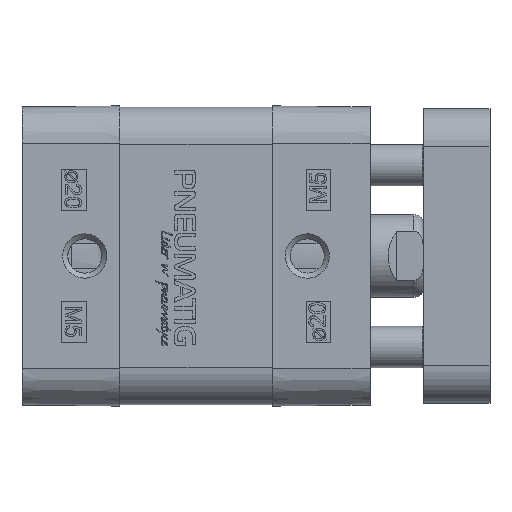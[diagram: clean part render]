
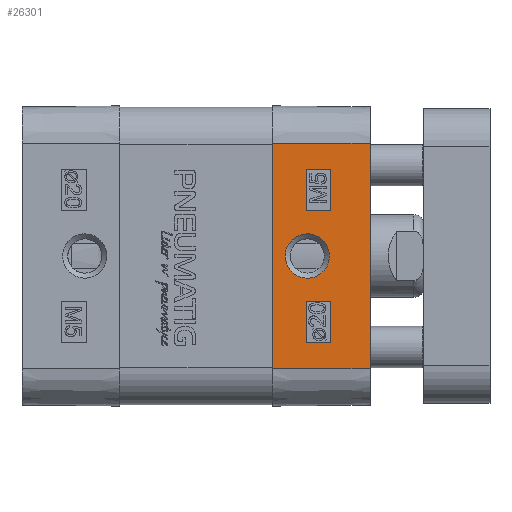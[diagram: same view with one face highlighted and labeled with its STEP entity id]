
A CAD part, left-side view. The second image highlights one B-rep face of the part: STEP entity #26301.
In plain terms, the highlighted planar face has unit normal (-1, -0.009, 0).
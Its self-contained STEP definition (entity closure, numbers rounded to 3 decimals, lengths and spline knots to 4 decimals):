
#1186=LINE($,#35582,#3186);
#1287=LINE($,#35970,#3287);
#1288=LINE($,#35973,#3288);
#1359=LINE($,#36168,#3359);
#1360=LINE($,#36171,#3360);
#1361=LINE($,#36173,#3361);
#1362=LINE($,#36175,#3362);
#1363=LINE($,#36176,#3363);
#1364=LINE($,#36179,#3364);
#1365=LINE($,#36181,#3365);
#1366=LINE($,#36183,#3366);
#1367=LINE($,#36184,#3367);
#3186=VECTOR($,#29948,2.73);
#3287=VECTOR($,#30325,1.18);
#3288=VECTOR($,#30328,1.18);
#3359=VECTOR($,#30553,2.73);
#3360=VECTOR($,#30554,0.3);
#3361=VECTOR($,#30555,0.5);
#3362=VECTOR($,#30556,0.3);
#3363=VECTOR($,#30557,0.5);
#3364=VECTOR($,#30558,0.3);
#3365=VECTOR($,#30559,0.5);
#3366=VECTOR($,#30560,0.3);
#3367=VECTOR($,#30561,0.5);
#4978=PLANE($,#28079);
#5421=FACE_BOUND($,#7673,.T.);
#5422=FACE_BOUND($,#7674,.T.);
#5423=FACE_BOUND($,#7675,.T.);
#6039=FACE_OUTER_BOUND($,#7672,.T.);
#7672=EDGE_LOOP($,(#19496,#19497,#19498,#19499));
#7673=EDGE_LOOP($,(#19500,#19501,#19502,#19503));
#7674=EDGE_LOOP($,(#19504,#19505,#19506,#19507));
#7675=EDGE_LOOP($,(#19508));
#9580=B_SPLINE_CURVE_WITH_KNOTS($,3,(#36186,#36187,#36188,#36189,#36190,
#36191,#36192,#36193,#36194,#36195,#36196,#36197,#36198,#36199,#36200,#36201,
#36202,#36203,#36204,#36205,#36206,#36207,#36208,#36209,#36210,#36211,#36212,
#36213,#36214,#36215,#36216,#36217,#36218,#36219,#36220,#36221,#36222,#36223,
#36224,#36225,#36226,#36227,#36228),.UNSPECIFIED.,.T.,.F.,(4,3,3,3,3,3,
3,3,3,3,3,3,3,3,4),(0.,0.1199,0.2753,0.427,
0.6322,0.7375,0.9143,0.9847,
1.1241,1.3055,1.51,1.6036,1.7687,
1.8423,1.9622),.UNSPECIFIED.);
#11456=VERTEX_POINT($,#35579);
#11457=VERTEX_POINT($,#35581);
#11594=VERTEX_POINT($,#35968);
#11595=VERTEX_POINT($,#35972);
#11643=VERTEX_POINT($,#36169);
#11644=VERTEX_POINT($,#36170);
#11645=VERTEX_POINT($,#36172);
#11646=VERTEX_POINT($,#36174);
#11647=VERTEX_POINT($,#36177);
#11648=VERTEX_POINT($,#36178);
#11649=VERTEX_POINT($,#36180);
#11650=VERTEX_POINT($,#36182);
#11651=VERTEX_POINT($,#36185);
#14356=EDGE_CURVE($,#11457,#11456,#1186,.T.);
#14534=EDGE_CURVE($,#11594,#11456,#1287,.T.);
#14535=EDGE_CURVE($,#11595,#11457,#1288,.T.);
#14631=EDGE_CURVE($,#11594,#11595,#1359,.T.);
#14632=EDGE_CURVE($,#11643,#11644,#1360,.T.);
#14633=EDGE_CURVE($,#11644,#11645,#1361,.T.);
#14634=EDGE_CURVE($,#11645,#11646,#1362,.T.);
#14635=EDGE_CURVE($,#11646,#11643,#1363,.T.);
#14636=EDGE_CURVE($,#11647,#11648,#1364,.T.);
#14637=EDGE_CURVE($,#11648,#11649,#1365,.T.);
#14638=EDGE_CURVE($,#11649,#11650,#1366,.T.);
#14639=EDGE_CURVE($,#11650,#11647,#1367,.T.);
#14640=EDGE_CURVE($,#11651,#11651,#9580,.T.);
#19496=ORIENTED_EDGE($,*,*,#14356,.T.);
#19497=ORIENTED_EDGE($,*,*,#14534,.F.);
#19498=ORIENTED_EDGE($,*,*,#14631,.T.);
#19499=ORIENTED_EDGE($,*,*,#14535,.T.);
#19500=ORIENTED_EDGE($,*,*,#14632,.T.);
#19501=ORIENTED_EDGE($,*,*,#14633,.T.);
#19502=ORIENTED_EDGE($,*,*,#14634,.T.);
#19503=ORIENTED_EDGE($,*,*,#14635,.T.);
#19504=ORIENTED_EDGE($,*,*,#14636,.T.);
#19505=ORIENTED_EDGE($,*,*,#14637,.T.);
#19506=ORIENTED_EDGE($,*,*,#14638,.T.);
#19507=ORIENTED_EDGE($,*,*,#14639,.T.);
#19508=ORIENTED_EDGE($,*,*,#14640,.F.);
#26301=ADVANCED_FACE($,(#6039,#5421,#5422,#5423),#4978,.T.);
#28079=AXIS2_PLACEMENT_3D($,#36167,#30551,#30552);
#29948=DIRECTION($,(0.,0.,1.));
#30325=DIRECTION($,(0.009,-1.,0.));
#30328=DIRECTION($,(0.009,-1.,0.));
#30551=DIRECTION('center_axis',(-1.,-0.009,
0.));
#30552=DIRECTION('ref_axis',(0.,0.,1.));
#30553=DIRECTION($,(0.,0.,-1.));
#30554=DIRECTION($,(-0.009,1.,0.));
#30555=DIRECTION($,(0.,0.,1.));
#30556=DIRECTION($,(0.009,-1.,0.));
#30557=DIRECTION($,(0.,0.,-1.));
#30558=DIRECTION($,(-0.009,1.,0.));
#30559=DIRECTION($,(0.,0.,1.));
#30560=DIRECTION($,(0.009,-1.,0.));
#30561=DIRECTION($,(0.,0.,-1.));
#35579=CARTESIAN_POINT('',(-1.8047,-3.03,1.365));
#35581=CARTESIAN_POINT('',(-1.8047,-3.03,-1.365));
#35582=CARTESIAN_POINT($,(-1.8047,-3.03,-1.365));
#35968=CARTESIAN_POINT('',(-1.815,-1.85,1.365));
#35970=CARTESIAN_POINT($,(-1.815,-1.85,1.365));
#35972=CARTESIAN_POINT('',(-1.815,-1.85,-1.365));
#35973=CARTESIAN_POINT($,(-1.815,-1.85,-1.365));
#36167=CARTESIAN_POINT('Origin',(-1.815,-1.85,-1.365));
#36168=CARTESIAN_POINT($,(-1.815,-1.85,1.365));
#36169=CARTESIAN_POINT('',(-1.8088,-2.555,0.55));
#36170=CARTESIAN_POINT('',(-1.8115,-2.255,0.55));
#36171=CARTESIAN_POINT($,(-1.8088,-2.555,0.55));
#36172=CARTESIAN_POINT('',(-1.8115,-2.255,1.05));
#36173=CARTESIAN_POINT($,(-1.8115,-2.255,0.55));
#36174=CARTESIAN_POINT('',(-1.8088,-2.555,1.05));
#36175=CARTESIAN_POINT($,(-1.8115,-2.255,1.05));
#36176=CARTESIAN_POINT($,(-1.8088,-2.555,1.05));
#36177=CARTESIAN_POINT('',(-1.8088,-2.555,-1.05));
#36178=CARTESIAN_POINT('',(-1.8115,-2.255,-1.05));
#36179=CARTESIAN_POINT($,(-1.8088,-2.555,-1.05));
#36180=CARTESIAN_POINT('',(-1.8115,-2.255,-0.55));
#36181=CARTESIAN_POINT($,(-1.8115,-2.255,-1.05));
#36182=CARTESIAN_POINT('',(-1.8088,-2.555,-0.55));
#36183=CARTESIAN_POINT($,(-1.8115,-2.255,-0.55));
#36184=CARTESIAN_POINT($,(-1.8088,-2.555,-0.55));
#36185=CARTESIAN_POINT('',(-1.8137,-2.0031,0.0001));
#36186=CARTESIAN_POINT('Ctrl Pts',(-1.809,-2.5375,
0.0002));
#36187=CARTESIAN_POINT('Ctrl Pts',(-1.809,-2.5376,
0.0402));
#36188=CARTESIAN_POINT('Ctrl Pts',(-1.8091,-2.5285,
0.0812));
#36189=CARTESIAN_POINT('Ctrl Pts',(-1.8092,-2.5117,0.1161));
#36190=CARTESIAN_POINT('Ctrl Pts',(-1.8094,-2.4899,
0.1614));
#36191=CARTESIAN_POINT('Ctrl Pts',(-1.8097,-2.4624,
0.1897));
#36192=CARTESIAN_POINT('Ctrl Pts',(-1.8099,-2.4314,0.213));
#36193=CARTESIAN_POINT('Ctrl Pts',(-1.8102,-2.4012,
0.2357));
#36194=CARTESIAN_POINT('Ctrl Pts',(-1.8105,-2.3662,
0.2523));
#36195=CARTESIAN_POINT('Ctrl Pts',(-1.8108,-2.3301,0.2606));
#36196=CARTESIAN_POINT('Ctrl Pts',(-1.8112,-2.2811,
0.2718));
#36197=CARTESIAN_POINT('Ctrl Pts',(-1.8117,-2.2279,0.2683));
#36198=CARTESIAN_POINT('Ctrl Pts',(-1.8121,-2.1797,0.2512));
#36199=CARTESIAN_POINT('Ctrl Pts',(-1.8123,-2.1549,
0.2425));
#36200=CARTESIAN_POINT('Ctrl Pts',(-1.8126,-2.1292,0.2296));
#36201=CARTESIAN_POINT('Ctrl Pts',(-1.8128,-2.1038,0.2094));
#36202=CARTESIAN_POINT('Ctrl Pts',(-1.8132,-2.0612,0.1755));
#36203=CARTESIAN_POINT('Ctrl Pts',(-1.8135,-2.027,
0.1233));
#36204=CARTESIAN_POINT('Ctrl Pts',(-1.8136,-2.0122,
0.0678));
#36205=CARTESIAN_POINT('Ctrl Pts',(-1.8136,-2.0062,
0.0457));
#36206=CARTESIAN_POINT('Ctrl Pts',(-1.8137,-2.0031,
0.0224));
#36207=CARTESIAN_POINT('Ctrl Pts',(-1.8137,-2.0031,
0.0001));
#36208=CARTESIAN_POINT('Ctrl Pts',(-1.8137,-2.0031,-0.044));
#36209=CARTESIAN_POINT('Ctrl Pts',(-1.8136,-2.0132,-0.0779));
#36210=CARTESIAN_POINT('Ctrl Pts',(-1.8135,-2.0265,
-0.1079));
#36211=CARTESIAN_POINT('Ctrl Pts',(-1.8133,-2.0438,
-0.1469));
#36212=CARTESIAN_POINT('Ctrl Pts',(-1.8131,-2.0695,
-0.1817));
#36213=CARTESIAN_POINT('Ctrl Pts',(-1.8128,-2.1038,
-0.2091));
#36214=CARTESIAN_POINT('Ctrl Pts',(-1.8124,-2.1425,
-0.24));
#36215=CARTESIAN_POINT('Ctrl Pts',(-1.812,-2.196,
-0.2619));
#36216=CARTESIAN_POINT('Ctrl Pts',(-1.8115,-2.2498,
-0.2665));
#36217=CARTESIAN_POINT('Ctrl Pts',(-1.8113,-2.2744,
-0.2686));
#36218=CARTESIAN_POINT('Ctrl Pts',(-1.8111,-2.3012,
-0.2677));
#36219=CARTESIAN_POINT('Ctrl Pts',(-1.8108,-2.3301,
-0.2611));
#36220=CARTESIAN_POINT('Ctrl Pts',(-1.8104,-2.381,
-0.2494));
#36221=CARTESIAN_POINT('Ctrl Pts',(-1.8099,-2.433,
-0.2188));
#36222=CARTESIAN_POINT('Ctrl Pts',(-1.8096,-2.47,
-0.1775));
#36223=CARTESIAN_POINT('Ctrl Pts',(-1.8094,-2.4865,
-0.159));
#36224=CARTESIAN_POINT('Ctrl Pts',(-1.8093,-2.5006,
-0.1383));
#36225=CARTESIAN_POINT('Ctrl Pts',(-1.8092,-2.5113,
-0.116));
#36226=CARTESIAN_POINT('Ctrl Pts',(-1.8091,-2.5288,-0.0797));
#36227=CARTESIAN_POINT('Ctrl Pts',(-1.809,-2.5374,
-0.0398));
#36228=CARTESIAN_POINT('Ctrl Pts',(-1.809,-2.5375,
0.0002));
